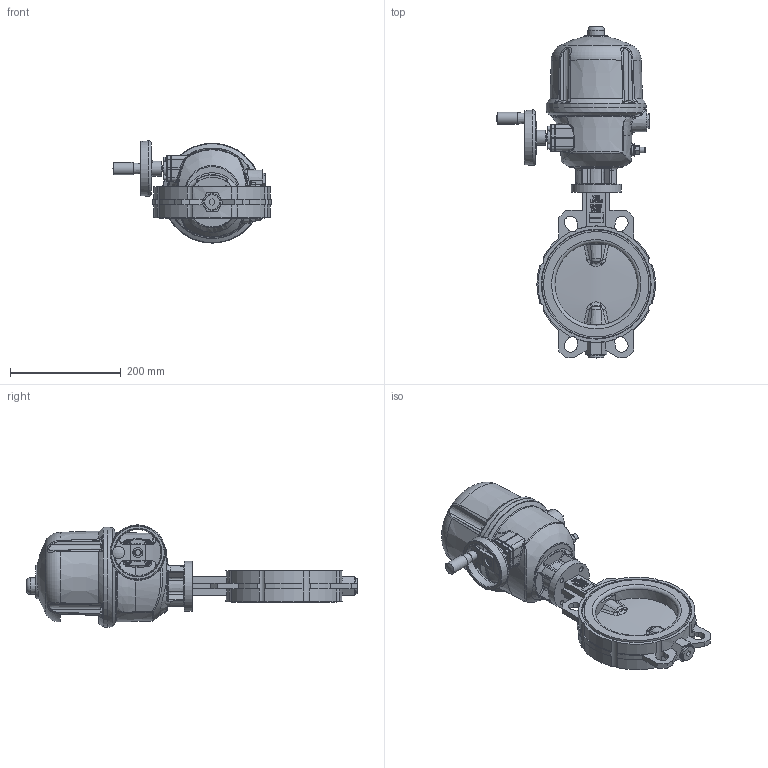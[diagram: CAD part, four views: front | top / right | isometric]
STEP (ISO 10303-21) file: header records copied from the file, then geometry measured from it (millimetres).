
FILE_DESCRIPTION(/* description */ (''),/* implementation_level */ '2;1');
FILE_NAME(/* name */ 'AT2313B150-AQ10.step',/* time_stamp */ '2025-07-11T14:51:12+02:00',/* author */ (''),/* organization */ (''),/* preprocessor_version */ 'ST-DEVELOPER v20.1',/* originating_system */ 'Autodesk Translation Framework v14.10.0.0',/* authorisation */ '');
FILE_SCHEMA (('AUTOMOTIVE_DESIGN { 1 0 10303 214 3 1 1 }'));
Products named in the file (3): AT2313B150-AQ05/10/15; EVCS-i DN150 PN16 F07-L14 v1; AT3941-AQ05-10-15-Switch
Assembly tree (2 placements, depth 2):
  AT2313B150-AQ05/10/15
    EVCS-i DN150 PN16 F07-L14 v1
    AT3941-AQ05-10-15-Switch
Bounding box: 286.81 x 598.53 x 184.4 mm (x, y, z)
Volume: 1399192.2 mm3; surface area: 389330.6 mm2
Topology: 1 solids, 24 shells, 1161 faces, 3259 edges, 2106 vertices
Faces by surface type: plane 427, bspline 358, cylinder 190, torus 108, cone 73, sphere 5
Full cylindrical faces by diameter (mm): 5 x4, 6.8 x4, 8.5 x4, 9 x4, 10 x2, 18 x2, 22 x1, 27 x2, 30 x1, 30.5 x1, 31 x1, 42 x1, 55 x1, 90 x1, 149 x1, 190 x2, 198 x2
Entity records: 66808 total; most frequent: CARTESIAN_POINT 38575, ORIENTED_EDGE 6023, DIRECTION 4984, EDGE_CURVE 3249, VERTEX_POINT 2106, AXIS2_PLACEMENT_3D 1835, LINE 1314, VECTOR 1314
